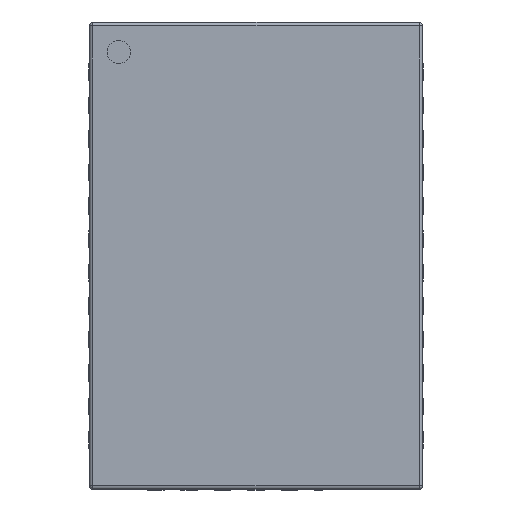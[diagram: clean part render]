
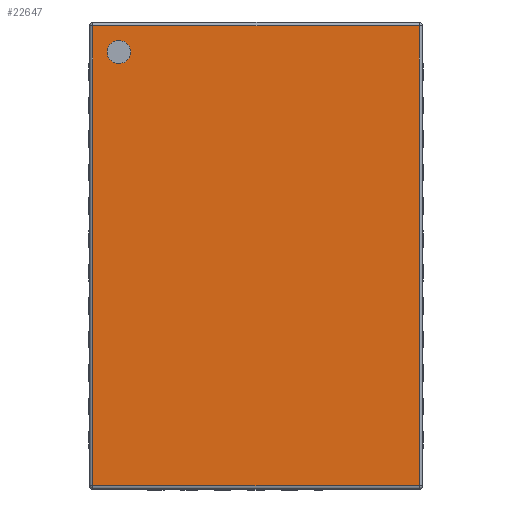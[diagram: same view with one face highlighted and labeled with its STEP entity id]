
A CAD part, top view. The second image highlights one B-rep face of the part: STEP entity #22647.
In plain terms, the highlighted planar face has unit normal (0, 0, 1).
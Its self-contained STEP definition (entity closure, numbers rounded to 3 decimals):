
#5172 = CYLINDRICAL_SURFACE('',#5173,0.05);
#5173 = AXIS2_PLACEMENT_3D('',#5174,#5175,#5176);
#5174 = CARTESIAN_POINT('',(-3.49,2.44,0.83));
#5175 = DIRECTION('',(1.,0.,0.));
#5176 = DIRECTION('',(0.,1.,0.));
#19334 = VERTEX_POINT('',#19335);
#19335 = CARTESIAN_POINT('',(-3.44,2.44,0.88));
#19357 = EDGE_CURVE('',#19334,#19358,#19360,.T.);
#19358 = VERTEX_POINT('',#19359);
#19359 = CARTESIAN_POINT('',(3.44,2.44,0.88));
#19360 = SURFACE_CURVE('',#19361,(#19365,#19372),.PCURVE_S1.);
#19361 = LINE('',#19362,#19363);
#19362 = CARTESIAN_POINT('',(-3.49,2.44,0.88));
#19363 = VECTOR('',#19364,1.);
#19364 = DIRECTION('',(1.,0.,0.));
#19365 = PCURVE('',#5172,#19366);
#19366 = DEFINITIONAL_REPRESENTATION('',(#19367),#19371);
#19367 = LINE('',#19368,#19369);
#19368 = CARTESIAN_POINT('',(1.571,0.));
#19369 = VECTOR('',#19370,1.);
#19370 = DIRECTION('',(0.,1.));
#19371 = ( GEOMETRIC_REPRESENTATION_CONTEXT(2) 
PARAMETRIC_REPRESENTATION_CONTEXT() REPRESENTATION_CONTEXT('2D SPACE',''
  ) );
#19372 = PCURVE('',#19373,#19378);
#19373 = PLANE('',#19374);
#19374 = AXIS2_PLACEMENT_3D('',#19375,#19376,#19377);
#19375 = CARTESIAN_POINT('',(-3.49,-2.49,0.88));
#19376 = DIRECTION('',(0.,0.,1.));
#19377 = DIRECTION('',(1.,0.,0.));
#19378 = DEFINITIONAL_REPRESENTATION('',(#19379),#19383);
#19379 = LINE('',#19380,#19381);
#19380 = CARTESIAN_POINT('',(0.,4.93));
#19381 = VECTOR('',#19382,1.);
#19382 = DIRECTION('',(1.,0.));
#19383 = ( GEOMETRIC_REPRESENTATION_CONTEXT(2) 
PARAMETRIC_REPRESENTATION_CONTEXT() REPRESENTATION_CONTEXT('2D SPACE',''
  ) );
#19797 = CYLINDRICAL_SURFACE('',#19798,0.05);
#19798 = AXIS2_PLACEMENT_3D('',#19799,#19800,#19801);
#19799 = CARTESIAN_POINT('',(-3.44,2.44,0.83));
#19800 = DIRECTION('',(-0.,-1.,-0.));
#19801 = DIRECTION('',(-1.,0.,0.));
#20064 = CYLINDRICAL_SURFACE('',#20065,0.05);
#20065 = AXIS2_PLACEMENT_3D('',#20066,#20067,#20068);
#20066 = CARTESIAN_POINT('',(-3.49,-2.44,0.83));
#20067 = DIRECTION('',(1.,0.,0.));
#20068 = DIRECTION('',(0.,-1.,0.));
#21907 = CYLINDRICAL_SURFACE('',#21908,0.05);
#21908 = AXIS2_PLACEMENT_3D('',#21909,#21910,#21911);
#21909 = CARTESIAN_POINT('',(3.44,-2.44,0.83));
#21910 = DIRECTION('',(0.,1.,0.));
#21911 = DIRECTION('',(0.,0.,1.));
#22647 = ADVANCED_FACE('',(#22648,#22718),#19373,.T.);
#22648 = FACE_BOUND('',#22649,.T.);
#22649 = EDGE_LOOP('',(#22650,#22675,#22696,#22697));
#22650 = ORIENTED_EDGE('',*,*,#22651,.T.);
#22651 = EDGE_CURVE('',#22652,#22654,#22656,.T.);
#22652 = VERTEX_POINT('',#22653);
#22653 = CARTESIAN_POINT('',(-3.44,-2.44,0.88));
#22654 = VERTEX_POINT('',#22655);
#22655 = CARTESIAN_POINT('',(3.44,-2.44,0.88));
#22656 = SURFACE_CURVE('',#22657,(#22661,#22668),.PCURVE_S1.);
#22657 = LINE('',#22658,#22659);
#22658 = CARTESIAN_POINT('',(-3.49,-2.44,0.88));
#22659 = VECTOR('',#22660,1.);
#22660 = DIRECTION('',(1.,0.,0.));
#22661 = PCURVE('',#19373,#22662);
#22662 = DEFINITIONAL_REPRESENTATION('',(#22663),#22667);
#22663 = LINE('',#22664,#22665);
#22664 = CARTESIAN_POINT('',(0.,0.05));
#22665 = VECTOR('',#22666,1.);
#22666 = DIRECTION('',(1.,0.));
#22667 = ( GEOMETRIC_REPRESENTATION_CONTEXT(2) 
PARAMETRIC_REPRESENTATION_CONTEXT() REPRESENTATION_CONTEXT('2D SPACE',''
  ) );
#22668 = PCURVE('',#20064,#22669);
#22669 = DEFINITIONAL_REPRESENTATION('',(#22670),#22674);
#22670 = LINE('',#22671,#22672);
#22671 = CARTESIAN_POINT('',(-1.571,0.));
#22672 = VECTOR('',#22673,1.);
#22673 = DIRECTION('',(-0.,1.));
#22674 = ( GEOMETRIC_REPRESENTATION_CONTEXT(2) 
PARAMETRIC_REPRESENTATION_CONTEXT() REPRESENTATION_CONTEXT('2D SPACE',''
  ) );
#22675 = ORIENTED_EDGE('',*,*,#22676,.T.);
#22676 = EDGE_CURVE('',#22654,#19358,#22677,.T.);
#22677 = SURFACE_CURVE('',#22678,(#22682,#22689),.PCURVE_S1.);
#22678 = LINE('',#22679,#22680);
#22679 = CARTESIAN_POINT('',(3.44,-2.44,0.88));
#22680 = VECTOR('',#22681,1.);
#22681 = DIRECTION('',(0.,1.,0.));
#22682 = PCURVE('',#19373,#22683);
#22683 = DEFINITIONAL_REPRESENTATION('',(#22684),#22688);
#22684 = LINE('',#22685,#22686);
#22685 = CARTESIAN_POINT('',(6.93,0.05));
#22686 = VECTOR('',#22687,1.);
#22687 = DIRECTION('',(0.,1.));
#22688 = ( GEOMETRIC_REPRESENTATION_CONTEXT(2) 
PARAMETRIC_REPRESENTATION_CONTEXT() REPRESENTATION_CONTEXT('2D SPACE',''
  ) );
#22689 = PCURVE('',#21907,#22690);
#22690 = DEFINITIONAL_REPRESENTATION('',(#22691),#22695);
#22691 = LINE('',#22692,#22693);
#22692 = CARTESIAN_POINT('',(0.,0.));
#22693 = VECTOR('',#22694,1.);
#22694 = DIRECTION('',(0.,1.));
#22695 = ( GEOMETRIC_REPRESENTATION_CONTEXT(2) 
PARAMETRIC_REPRESENTATION_CONTEXT() REPRESENTATION_CONTEXT('2D SPACE',''
  ) );
#22696 = ORIENTED_EDGE('',*,*,#19357,.F.);
#22697 = ORIENTED_EDGE('',*,*,#22698,.T.);
#22698 = EDGE_CURVE('',#19334,#22652,#22699,.T.);
#22699 = SURFACE_CURVE('',#22700,(#22704,#22711),.PCURVE_S1.);
#22700 = LINE('',#22701,#22702);
#22701 = CARTESIAN_POINT('',(-3.44,2.44,0.88));
#22702 = VECTOR('',#22703,1.);
#22703 = DIRECTION('',(-0.,-1.,-0.));
#22704 = PCURVE('',#19373,#22705);
#22705 = DEFINITIONAL_REPRESENTATION('',(#22706),#22710);
#22706 = LINE('',#22707,#22708);
#22707 = CARTESIAN_POINT('',(0.05,4.93));
#22708 = VECTOR('',#22709,1.);
#22709 = DIRECTION('',(-0.,-1.));
#22710 = ( GEOMETRIC_REPRESENTATION_CONTEXT(2) 
PARAMETRIC_REPRESENTATION_CONTEXT() REPRESENTATION_CONTEXT('2D SPACE',''
  ) );
#22711 = PCURVE('',#19797,#22712);
#22712 = DEFINITIONAL_REPRESENTATION('',(#22713),#22717);
#22713 = LINE('',#22714,#22715);
#22714 = CARTESIAN_POINT('',(-1.571,0.));
#22715 = VECTOR('',#22716,1.);
#22716 = DIRECTION('',(-0.,1.));
#22717 = ( GEOMETRIC_REPRESENTATION_CONTEXT(2) 
PARAMETRIC_REPRESENTATION_CONTEXT() REPRESENTATION_CONTEXT('2D SPACE',''
  ) );
#22718 = FACE_BOUND('',#22719,.T.);
#22719 = EDGE_LOOP('',(#22720));
#22720 = ORIENTED_EDGE('',*,*,#22721,.F.);
#22721 = EDGE_CURVE('',#22722,#22722,#22724,.T.);
#22722 = VERTEX_POINT('',#22723);
#22723 = CARTESIAN_POINT('',(-2.875,-2.05,0.88));
#22724 = SURFACE_CURVE('',#22725,(#22730,#22737),.PCURVE_S1.);
#22725 = CIRCLE('',#22726,0.175);
#22726 = AXIS2_PLACEMENT_3D('',#22727,#22728,#22729);
#22727 = CARTESIAN_POINT('',(-3.05,-2.05,0.88));
#22728 = DIRECTION('',(0.,0.,1.));
#22729 = DIRECTION('',(1.,0.,0.));
#22730 = PCURVE('',#19373,#22731);
#22731 = DEFINITIONAL_REPRESENTATION('',(#22732),#22736);
#22732 = CIRCLE('',#22733,0.175);
#22733 = AXIS2_PLACEMENT_2D('',#22734,#22735);
#22734 = CARTESIAN_POINT('',(0.44,0.44));
#22735 = DIRECTION('',(1.,0.));
#22736 = ( GEOMETRIC_REPRESENTATION_CONTEXT(2) 
PARAMETRIC_REPRESENTATION_CONTEXT() REPRESENTATION_CONTEXT('2D SPACE',''
  ) );
#22737 = PCURVE('',#22738,#22743);
#22738 = CYLINDRICAL_SURFACE('',#22739,0.175);
#22739 = AXIS2_PLACEMENT_3D('',#22740,#22741,#22742);
#22740 = CARTESIAN_POINT('',(-3.05,-2.05,0.88));
#22741 = DIRECTION('',(-0.,-0.,-1.));
#22742 = DIRECTION('',(1.,0.,0.));
#22743 = DEFINITIONAL_REPRESENTATION('',(#22744),#22748);
#22744 = LINE('',#22745,#22746);
#22745 = CARTESIAN_POINT('',(-0.,0.));
#22746 = VECTOR('',#22747,1.);
#22747 = DIRECTION('',(-1.,0.));
#22748 = ( GEOMETRIC_REPRESENTATION_CONTEXT(2) 
PARAMETRIC_REPRESENTATION_CONTEXT() REPRESENTATION_CONTEXT('2D SPACE',''
  ) );
